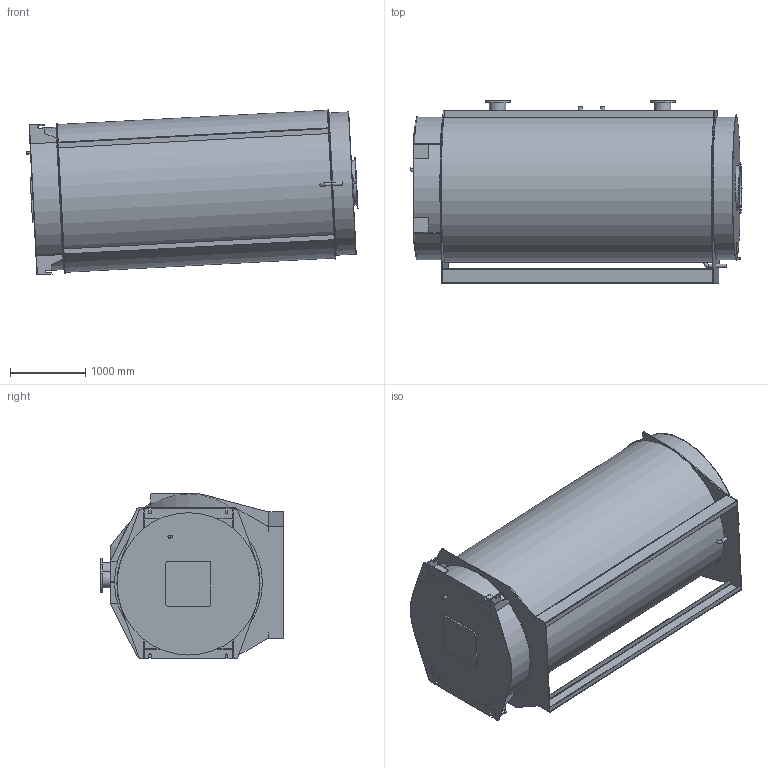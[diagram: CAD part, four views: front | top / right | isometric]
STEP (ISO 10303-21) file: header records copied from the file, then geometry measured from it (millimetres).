
FILE_DESCRIPTION(/* description */ (''),/* implementation_level */ '2;1');
FILE_NAME(/* name */ 'Сборка 4000.stp',/* time_stamp */ '2022-05-12T17:08:45+07:00',/* author */ ('Urchenko'),/* organization */ (''),/* preprocessor_version */ 'ST-DEVELOPER v18',/* originating_system */ 'Autodesk Inventor 2020',/* authorisation */ '');
FILE_SCHEMA (('AUTOMOTIVE_DESIGN { 1 0 10303 214 3 1 1 }'));
Length unit declared in the file: millimetre
Products named in the file (5): Сборка 4000; 4000 Корпус (изм); Дверь задняя 
4000; Дверь фронтовая 
4000; Фланец 1-200-16-1 ГОСТ 
12820-80
Assembly tree (5 placements, depth 2):
  Сборка 4000
    4000 Корпус (изм)
    Дверь задняя 
4000
    Дверь фронтовая 
4000
    Фланец 1-200-16-1 ГОСТ 
12820-80  x2
Bounding box: 4419.89 x 2435 x 2207.56 mm (x, y, z)
Volume: 12915556618.2 mm3; surface area: 61023598.6 mm2
Topology: 8 solids, 10 shells, 345 faces, 1110 edges, 751 vertices
Faces by surface type: plane 204, cylinder 136, bspline 2, cone 2, torus 1
Full cylindrical faces by diameter (mm): 22 x24, 25 x1, 26 x1, 42 x2, 50 x1, 57 x2, 160 x1, 219 x4, 222 x2, 335 x2, 594 x1, 600 x2, 680 x1, 1878 x1, 1880 x1, 1896 x1, 1898 x1
Entity records: 12242 total; most frequent: CARTESIAN_POINT 2723, ORIENTED_EDGE 2034, DIRECTION 1921, EDGE_CURVE 1019, VERTEX_POINT 688, LINE 645, VECTOR 645, AXIS2_PLACEMENT_3D 638
